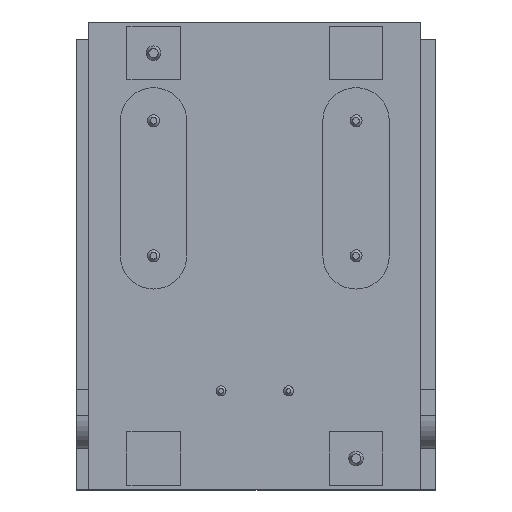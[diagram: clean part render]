
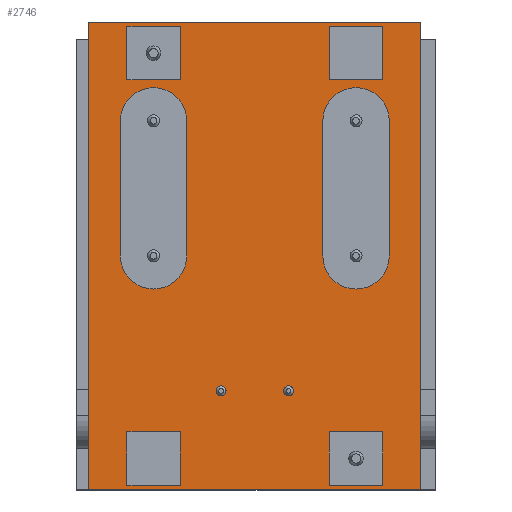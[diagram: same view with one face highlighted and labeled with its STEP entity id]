
A CAD part, front view. The second image highlights one B-rep face of the part: STEP entity #2746.
In plain terms, the highlighted planar face has unit normal (0, -1, 0).
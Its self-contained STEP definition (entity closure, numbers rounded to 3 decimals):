
#45=FACE_BOUND('',#505,.T.);
#46=FACE_BOUND('',#506,.T.);
#47=FACE_BOUND('',#507,.T.);
#48=FACE_BOUND('',#508,.T.);
#49=FACE_BOUND('',#509,.T.);
#50=FACE_BOUND('',#510,.T.);
#181=PLANE('',#2994);
#338=FACE_OUTER_BOUND('',#504,.T.);
#504=EDGE_LOOP('',(#2489,#2490,#2491,#2492));
#505=EDGE_LOOP('',(#2493,#2494,#2495,#2496));
#506=EDGE_LOOP('',(#2497,#2498,#2499,#2500));
#507=EDGE_LOOP('',(#2501,#2502,#2503,#2504));
#508=EDGE_LOOP('',(#2505,#2506,#2507,#2508));
#509=EDGE_LOOP('',(#2509,#2510,#2511,#2512));
#510=EDGE_LOOP('',(#2513,#2514,#2515,#2516));
#703=LINE('',#4295,#1004);
#741=LINE('',#4368,#1042);
#748=LINE('',#4384,#1049);
#752=LINE('',#4392,#1053);
#755=LINE('',#4398,#1056);
#758=LINE('',#4403,#1059);
#764=LINE('',#4427,#1065);
#767=LINE('',#4434,#1068);
#772=LINE('',#4459,#1073);
#776=LINE('',#4467,#1077);
#779=LINE('',#4473,#1080);
#782=LINE('',#4478,#1083);
#788=LINE('',#4493,#1089);
#791=LINE('',#4498,#1092);
#793=LINE('',#4502,#1094);
#795=LINE('',#4505,#1096);
#798=LINE('',#4521,#1099);
#803=LINE('',#4535,#1104);
#806=LINE('',#4545,#1107);
#807=LINE('',#4546,#1108);
#808=LINE('',#4549,#1109);
#809=LINE('',#4551,#1110);
#810=LINE('',#4553,#1111);
#811=LINE('',#4554,#1112);
#1004=VECTOR('',#3482,10.);
#1042=VECTOR('',#3540,10.);
#1049=VECTOR('',#3555,10.);
#1053=VECTOR('',#3561,10.);
#1056=VECTOR('',#3566,10.);
#1059=VECTOR('',#3571,10.);
#1065=VECTOR('',#3595,10.);
#1068=VECTOR('',#3604,10.);
#1073=VECTOR('',#3635,10.);
#1077=VECTOR('',#3641,10.);
#1080=VECTOR('',#3646,10.);
#1083=VECTOR('',#3651,10.);
#1089=VECTOR('',#3663,10.);
#1092=VECTOR('',#3668,10.);
#1094=VECTOR('',#3672,10.);
#1096=VECTOR('',#3676,10.);
#1099=VECTOR('',#3693,10.);
#1104=VECTOR('',#3706,10.);
#1107=VECTOR('',#3719,10.);
#1108=VECTOR('',#3720,10.);
#1109=VECTOR('',#3721,10.);
#1110=VECTOR('',#3722,10.);
#1111=VECTOR('',#3723,10.);
#1112=VECTOR('',#3724,10.);
#1179=CIRCLE('',#2952,1.25);
#1180=CIRCLE('',#2955,1.25);
#1190=CIRCLE('',#2987,1.25);
#1192=CIRCLE('',#2991,1.25);
#1349=VERTEX_POINT('',#4292);
#1350=VERTEX_POINT('',#4294);
#1375=VERTEX_POINT('',#4366);
#1379=VERTEX_POINT('',#4382);
#1380=VERTEX_POINT('',#4383);
#1383=VERTEX_POINT('',#4391);
#1385=VERTEX_POINT('',#4397);
#1393=VERTEX_POINT('',#4420);
#1394=VERTEX_POINT('',#4421);
#1395=VERTEX_POINT('',#4426);
#1396=VERTEX_POINT('',#4430);
#1402=VERTEX_POINT('',#4457);
#1403=VERTEX_POINT('',#4458);
#1406=VERTEX_POINT('',#4466);
#1408=VERTEX_POINT('',#4472);
#1414=VERTEX_POINT('',#4491);
#1415=VERTEX_POINT('',#4492);
#1416=VERTEX_POINT('',#4497);
#1417=VERTEX_POINT('',#4501);
#1422=VERTEX_POINT('',#4519);
#1423=VERTEX_POINT('',#4520);
#1426=VERTEX_POINT('',#4528);
#1428=VERTEX_POINT('',#4534);
#1430=VERTEX_POINT('',#4544);
#1431=VERTEX_POINT('',#4547);
#1432=VERTEX_POINT('',#4548);
#1433=VERTEX_POINT('',#4550);
#1434=VERTEX_POINT('',#4552);
#1676=EDGE_CURVE('',#1350,#1349,#703,.T.);
#1714=EDGE_CURVE('',#1349,#1375,#741,.T.);
#1721=EDGE_CURVE('',#1379,#1380,#748,.T.);
#1725=EDGE_CURVE('',#1380,#1383,#752,.T.);
#1728=EDGE_CURVE('',#1383,#1385,#755,.T.);
#1731=EDGE_CURVE('',#1385,#1379,#758,.T.);
#1739=EDGE_CURVE('',#1393,#1394,#1179,.T.);
#1742=EDGE_CURVE('',#1395,#1393,#764,.T.);
#1744=EDGE_CURVE('',#1396,#1395,#1180,.T.);
#1746=EDGE_CURVE('',#1394,#1396,#767,.T.);
#1756=EDGE_CURVE('',#1402,#1403,#772,.T.);
#1760=EDGE_CURVE('',#1403,#1406,#776,.T.);
#1763=EDGE_CURVE('',#1406,#1408,#779,.T.);
#1766=EDGE_CURVE('',#1408,#1402,#782,.T.);
#1772=EDGE_CURVE('',#1414,#1415,#788,.T.);
#1775=EDGE_CURVE('',#1416,#1414,#791,.T.);
#1777=EDGE_CURVE('',#1417,#1416,#793,.T.);
#1779=EDGE_CURVE('',#1415,#1417,#795,.T.);
#1786=EDGE_CURVE('',#1422,#1423,#798,.T.);
#1790=EDGE_CURVE('',#1423,#1426,#1190,.T.);
#1793=EDGE_CURVE('',#1426,#1428,#803,.T.);
#1796=EDGE_CURVE('',#1428,#1422,#1192,.T.);
#1798=EDGE_CURVE('',#1430,#1375,#806,.T.);
#1799=EDGE_CURVE('',#1350,#1430,#807,.T.);
#1800=EDGE_CURVE('',#1431,#1432,#808,.T.);
#1801=EDGE_CURVE('',#1432,#1433,#809,.T.);
#1802=EDGE_CURVE('',#1433,#1434,#810,.T.);
#1803=EDGE_CURVE('',#1434,#1431,#811,.T.);
#2489=ORIENTED_EDGE('',*,*,#1714,.T.);
#2490=ORIENTED_EDGE('',*,*,#1798,.F.);
#2491=ORIENTED_EDGE('',*,*,#1799,.F.);
#2492=ORIENTED_EDGE('',*,*,#1676,.T.);
#2493=ORIENTED_EDGE('',*,*,#1721,.T.);
#2494=ORIENTED_EDGE('',*,*,#1725,.T.);
#2495=ORIENTED_EDGE('',*,*,#1728,.T.);
#2496=ORIENTED_EDGE('',*,*,#1731,.T.);
#2497=ORIENTED_EDGE('',*,*,#1739,.T.);
#2498=ORIENTED_EDGE('',*,*,#1746,.T.);
#2499=ORIENTED_EDGE('',*,*,#1744,.T.);
#2500=ORIENTED_EDGE('',*,*,#1742,.T.);
#2501=ORIENTED_EDGE('',*,*,#1756,.T.);
#2502=ORIENTED_EDGE('',*,*,#1760,.T.);
#2503=ORIENTED_EDGE('',*,*,#1763,.T.);
#2504=ORIENTED_EDGE('',*,*,#1766,.T.);
#2505=ORIENTED_EDGE('',*,*,#1772,.T.);
#2506=ORIENTED_EDGE('',*,*,#1779,.T.);
#2507=ORIENTED_EDGE('',*,*,#1777,.T.);
#2508=ORIENTED_EDGE('',*,*,#1775,.T.);
#2509=ORIENTED_EDGE('',*,*,#1786,.T.);
#2510=ORIENTED_EDGE('',*,*,#1790,.T.);
#2511=ORIENTED_EDGE('',*,*,#1793,.T.);
#2512=ORIENTED_EDGE('',*,*,#1796,.T.);
#2513=ORIENTED_EDGE('',*,*,#1800,.T.);
#2514=ORIENTED_EDGE('',*,*,#1801,.T.);
#2515=ORIENTED_EDGE('',*,*,#1802,.T.);
#2516=ORIENTED_EDGE('',*,*,#1803,.T.);
#2746=ADVANCED_FACE('',(#338,#45,#46,#47,#48,#49,#50),#181,.T.);
#2952=AXIS2_PLACEMENT_3D('',#4422,#3589,#3590);
#2955=AXIS2_PLACEMENT_3D('',#4431,#3599,#3600);
#2987=AXIS2_PLACEMENT_3D('',#4529,#3699,#3700);
#2991=AXIS2_PLACEMENT_3D('',#4540,#3711,#3712);
#2994=AXIS2_PLACEMENT_3D('',#4543,#3717,#3718);
#3482=DIRECTION('',(1.,0.,0.));
#3540=DIRECTION('',(0.,0.,1.));
#3555=DIRECTION('',(0.,0.,1.));
#3561=DIRECTION('',(1.,0.,0.));
#3566=DIRECTION('',(0.,0.,-1.));
#3571=DIRECTION('',(-1.,0.,0.));
#3589=DIRECTION('center_axis',(0.,1.,0.));
#3590=DIRECTION('ref_axis',(1.,0.,0.));
#3595=DIRECTION('',(0.,0.,1.));
#3599=DIRECTION('center_axis',(0.,1.,0.));
#3600=DIRECTION('ref_axis',(-1.,0.,0.));
#3604=DIRECTION('',(0.,0.,-1.));
#3635=DIRECTION('',(1.,0.,0.));
#3641=DIRECTION('',(0.,0.,-1.));
#3646=DIRECTION('',(-1.,0.,0.));
#3651=DIRECTION('',(0.,0.,1.));
#3663=DIRECTION('',(-1.,0.,0.));
#3668=DIRECTION('',(0.,0.,-1.));
#3672=DIRECTION('',(1.,0.,0.));
#3676=DIRECTION('',(0.,0.,1.));
#3693=DIRECTION('',(0.,0.,1.));
#3699=DIRECTION('center_axis',(0.,1.,0.));
#3700=DIRECTION('ref_axis',(1.,0.,0.));
#3706=DIRECTION('',(0.,0.,-1.));
#3711=DIRECTION('center_axis',(0.,1.,0.));
#3712=DIRECTION('ref_axis',(-1.,0.,0.));
#3717=DIRECTION('center_axis',(0.,-1.,0.));
#3718=DIRECTION('ref_axis',(0.,0.,-1.));
#3719=DIRECTION('',(1.,0.,0.));
#3720=DIRECTION('',(0.,0.,1.));
#3721=DIRECTION('',(0.,0.,1.));
#3722=DIRECTION('',(1.,0.,0.));
#3723=DIRECTION('',(0.,0.,-1.));
#3724=DIRECTION('',(-1.,0.,0.));
#4292=CARTESIAN_POINT('',(6.25,0.,-8.8));
#4294=CARTESIAN_POINT('',(-6.25,0.,-8.8));
#4295=CARTESIAN_POINT('',(-6.25,0.,-8.8));
#4366=CARTESIAN_POINT('',(6.25,0.,8.8));
#4368=CARTESIAN_POINT('',(6.25,0.,4.4));
#4382=CARTESIAN_POINT('',(2.81,0.,6.625));
#4383=CARTESIAN_POINT('',(2.81,0.,8.625));
#4384=CARTESIAN_POINT('',(2.81,0.,8.713));
#4391=CARTESIAN_POINT('',(4.81,0.,8.625));
#4392=CARTESIAN_POINT('',(-0.72,0.,8.625));
#4397=CARTESIAN_POINT('',(4.81,0.,6.625));
#4398=CARTESIAN_POINT('',(4.81,0.,7.713));
#4403=CARTESIAN_POINT('',(-1.72,0.,6.625));
#4420=CARTESIAN_POINT('',(2.56,0.,5.08));
#4421=CARTESIAN_POINT('',(5.06,0.,5.08));
#4422=CARTESIAN_POINT('Origin',(3.81,0.,5.08));
#4426=CARTESIAN_POINT('',(2.56,0.,0.));
#4427=CARTESIAN_POINT('',(2.56,0.,6.94));
#4430=CARTESIAN_POINT('',(5.06,0.,0.));
#4431=CARTESIAN_POINT('Origin',(3.81,0.,0.));
#4434=CARTESIAN_POINT('',(5.06,0.,4.4));
#4457=CARTESIAN_POINT('',(2.81,0.,-6.625));
#4458=CARTESIAN_POINT('',(4.81,0.,-6.625));
#4459=CARTESIAN_POINT('',(-0.72,0.,-6.625));
#4466=CARTESIAN_POINT('',(4.81,0.,-8.625));
#4467=CARTESIAN_POINT('',(4.81,0.,0.087));
#4472=CARTESIAN_POINT('',(2.81,0.,-8.625));
#4473=CARTESIAN_POINT('',(-1.72,0.,-8.625));
#4478=CARTESIAN_POINT('',(2.81,0.,1.087));
#4491=CARTESIAN_POINT('',(-2.81,0.,-8.625));
#4492=CARTESIAN_POINT('',(-4.81,0.,-8.625));
#4493=CARTESIAN_POINT('',(-5.53,0.,-8.625));
#4497=CARTESIAN_POINT('',(-2.81,0.,-6.625));
#4498=CARTESIAN_POINT('',(-2.81,0.,0.087));
#4501=CARTESIAN_POINT('',(-4.81,0.,-6.625));
#4502=CARTESIAN_POINT('',(-4.53,0.,-6.625));
#4505=CARTESIAN_POINT('',(-4.81,0.,1.087));
#4519=CARTESIAN_POINT('',(-5.06,0.,0.));
#4520=CARTESIAN_POINT('',(-5.06,0.,5.08));
#4521=CARTESIAN_POINT('',(-5.06,0.,6.94));
#4528=CARTESIAN_POINT('',(-2.56,0.,5.08));
#4529=CARTESIAN_POINT('Origin',(-3.81,0.,
5.08));
#4534=CARTESIAN_POINT('',(-2.56,0.,0.));
#4535=CARTESIAN_POINT('',(-2.56,0.,4.4));
#4540=CARTESIAN_POINT('Origin',(-3.81,0.,0.));
#4543=CARTESIAN_POINT('Origin',(-6.25,0.,8.8));
#4544=CARTESIAN_POINT('',(-6.25,0.,8.8));
#4545=CARTESIAN_POINT('',(-6.25,0.,8.8));
#4546=CARTESIAN_POINT('',(-6.25,0.,-8.8));
#4547=CARTESIAN_POINT('',(-4.81,0.,6.625));
#4548=CARTESIAN_POINT('',(-4.81,0.,8.625));
#4549=CARTESIAN_POINT('',(-4.81,0.,8.713));
#4550=CARTESIAN_POINT('',(-2.81,0.,8.625));
#4551=CARTESIAN_POINT('',(-4.53,0.,8.625));
#4552=CARTESIAN_POINT('',(-2.81,0.,6.625));
#4553=CARTESIAN_POINT('',(-2.81,0.,7.713));
#4554=CARTESIAN_POINT('',(-5.53,0.,6.625));
